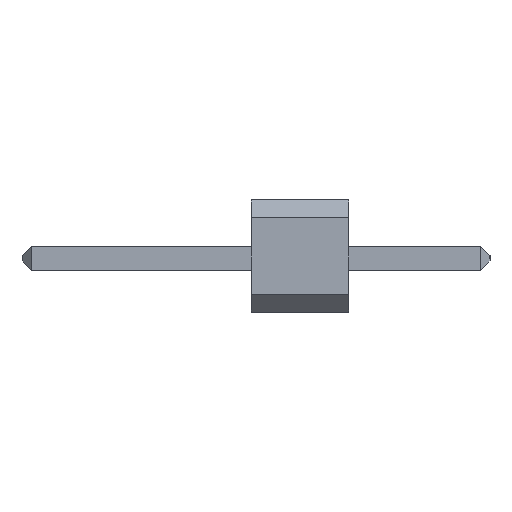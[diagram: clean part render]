
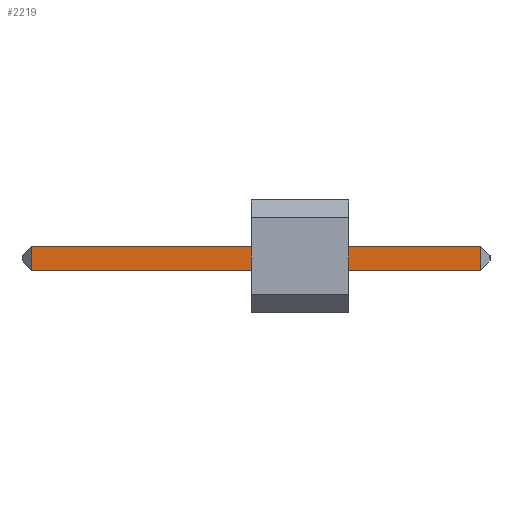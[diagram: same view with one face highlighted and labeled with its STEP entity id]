
A CAD part, left-side view. The second image highlights one B-rep face of the part: STEP entity #2219.
In plain terms, the highlighted planar face has unit normal (-1, 0, 0).
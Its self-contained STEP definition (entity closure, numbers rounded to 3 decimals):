
#141 = VECTOR ( 'NONE', #2657, 1000. ) ;
#353 = EDGE_CURVE ( 'NONE', #2782, #2124, #2837, .T. ) ;
#809 = PLANE ( 'NONE',  #2549 ) ;
#818 = CARTESIAN_POINT ( 'NONE',  ( -0.32, 1.27, -0.06 ) ) ;
#841 = VECTOR ( 'NONE', #3493, 1000. ) ;
#1112 = DIRECTION ( 'NONE',  ( 0., 0., 1. ) ) ;
#1126 = EDGE_CURVE ( 'NONE', #2740, #2124, #2455, .T. ) ;
#1467 = VERTEX_POINT ( 'NONE', #4020 ) ;
#1681 = DIRECTION ( 'NONE',  ( 0., -1., 0. ) ) ;
#1732 = CARTESIAN_POINT ( 'NONE',  ( -0.32, 1.27, 0.26 ) ) ;
#1764 = DIRECTION ( 'NONE',  ( 0., 0., 1. ) ) ;
#1982 = EDGE_CURVE ( 'NONE', #1467, #2740, #2501, .T. ) ;
#2124 = VERTEX_POINT ( 'NONE', #3887 ) ;
#2219 = ADVANCED_FACE ( 'NONE', ( #3301 ), #809, .T. ) ;
#2358 = CARTESIAN_POINT ( 'NONE',  ( -0.32, 8.26, -0.06 ) ) ;
#2382 = ORIENTED_EDGE ( 'NONE', *, *, #353, .F. ) ;
#2455 = LINE ( 'NONE', #3649, #2486 ) ;
#2486 = VECTOR ( 'NONE', #1764, 1000. ) ;
#2501 = LINE ( 'NONE', #3477, #841 ) ;
#2549 = AXIS2_PLACEMENT_3D ( 'NONE', #818, #3006, #1112 ) ;
#2588 = EDGE_LOOP ( 'NONE', ( #3691, #2382, #3193, #3404 ) ) ;
#2632 = LINE ( 'NONE', #2358, #141 ) ;
#2657 = DIRECTION ( 'NONE',  ( 0., 0., -1. ) ) ;
#2740 = VERTEX_POINT ( 'NONE', #3866 ) ;
#2782 = VERTEX_POINT ( 'NONE', #3877 ) ;
#2799 = VECTOR ( 'NONE', #1681, 1000. ) ;
#2837 = LINE ( 'NONE', #1732, #2799 ) ;
#2887 = EDGE_CURVE ( 'NONE', #2782, #1467, #2632, .T. ) ;
#3006 = DIRECTION ( 'NONE',  ( -1., 0., 0. ) ) ;
#3193 = ORIENTED_EDGE ( 'NONE', *, *, #2887, .T. ) ;
#3301 = FACE_OUTER_BOUND ( 'NONE', #2588, .T. ) ;
#3404 = ORIENTED_EDGE ( 'NONE', *, *, #1982, .T. ) ;
#3477 = CARTESIAN_POINT ( 'NONE',  ( -0.32, 1.27, -0.38 ) ) ;
#3493 = DIRECTION ( 'NONE',  ( 0., -1., 0. ) ) ;
#3649 = CARTESIAN_POINT ( 'NONE',  ( -0.32, -3.43, -0.06 ) ) ;
#3691 = ORIENTED_EDGE ( 'NONE', *, *, #1126, .T. ) ;
#3866 = CARTESIAN_POINT ( 'NONE',  ( -0.32, -3.43, -0.38 ) ) ;
#3877 = CARTESIAN_POINT ( 'NONE',  ( -0.32, 8.26, 0.26 ) ) ;
#3887 = CARTESIAN_POINT ( 'NONE',  ( -0.32, -3.43, 0.26 ) ) ;
#4020 = CARTESIAN_POINT ( 'NONE',  ( -0.32, 8.26, -0.38 ) ) ;
